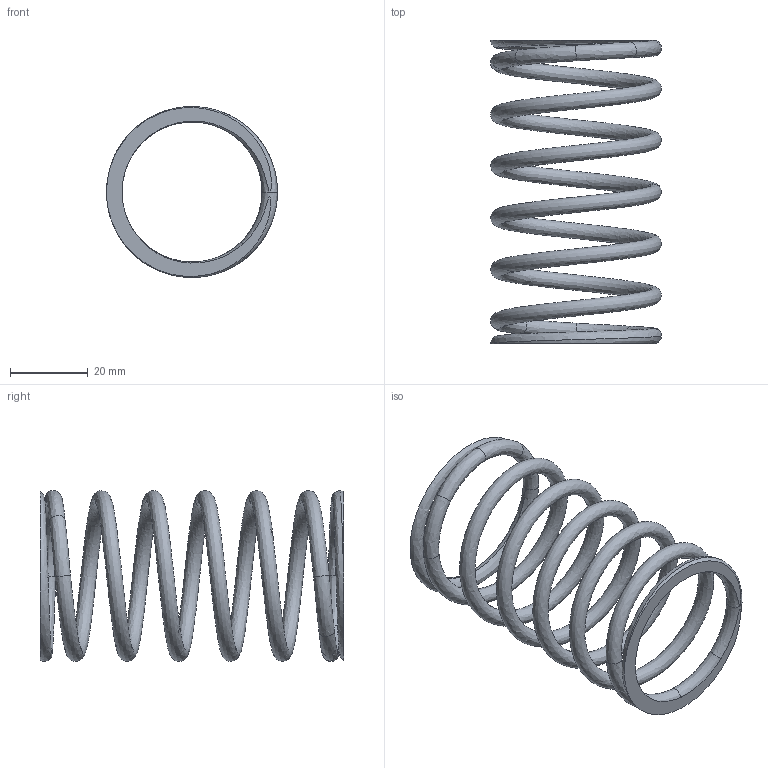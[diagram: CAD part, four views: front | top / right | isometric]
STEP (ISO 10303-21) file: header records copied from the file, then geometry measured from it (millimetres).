
FILE_DESCRIPTION(/* description */ (''),/* implementation_level */ '2;1');
FILE_NAME(/* name */ 'Druckfeder.stp',/* time_stamp */ '2018-12-11T16:46:19+01:00',/* author */ (''),/* organization */ (''),/* preprocessor_version */ 'ST-DEVELOPER v17.2',/* originating_system */ 'Autodesk Inventor 2019',/* authorisation */ '');
FILE_SCHEMA (('AUTOMOTIVE_DESIGN { 1 0 10303 214 3 1 1 }'));
Length unit declared in the file: millimetre
Products named in the file (1): Druckfeder
Bounding box: 44 x 78 x 44 mm (x, y, z)
Volume: 10999.3 mm3; surface area: 11853.2 mm2
Topology: 1 solids, 1 shells, 15 faces, 37 edges, 24 vertices
Faces by surface type: bspline 13, plane 2
Entity records: 2345 total; most frequent: CARTESIAN_POINT 1993, ORIENTED_EDGE 74, DIRECTION 50, EDGE_CURVE 37, AXIS2_PLACEMENT_3D 25, VERTEX_POINT 24, CIRCLE 22, FACE_OUTER_BOUND 15
